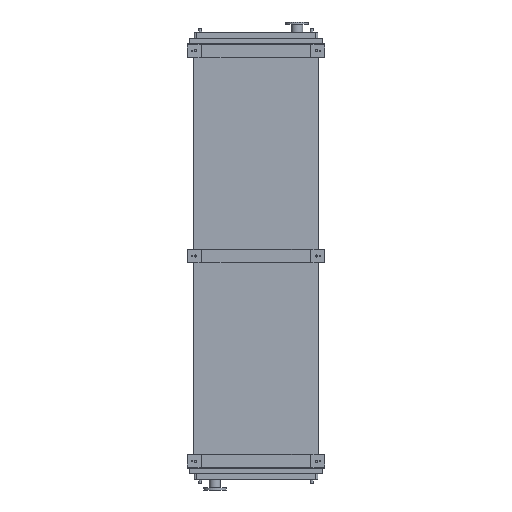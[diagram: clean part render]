
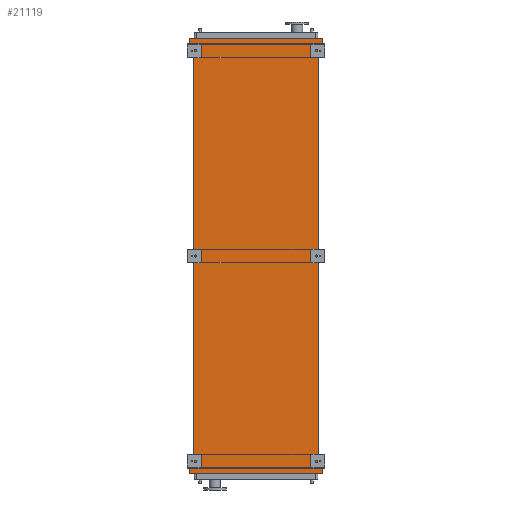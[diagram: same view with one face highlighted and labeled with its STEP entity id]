
A CAD part, front view. The second image highlights one B-rep face of the part: STEP entity #21119.
In plain terms, the highlighted planar face has unit normal (0, -1, 0).
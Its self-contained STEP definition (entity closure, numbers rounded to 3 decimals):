
#67 = LINE ( 'NONE', #16236, #25063 ) ;
#126 = DIRECTION ( 'NONE',  ( 0., 0., 1. ) ) ;
#845 = DIRECTION ( 'NONE',  ( 0., 0., 1. ) ) ;
#1253 = CARTESIAN_POINT ( 'NONE',  ( -651., 0., -4103. ) ) ;
#1480 = EDGE_CURVE ( 'NONE', #24823, #26636, #13335, .T. ) ;
#1512 = PLANE ( 'NONE',  #12015 ) ;
#3008 = EDGE_CURVE ( 'NONE', #5747, #24823, #10467, .T. ) ;
#3021 = ORIENTED_EDGE ( 'NONE', *, *, #20438, .F. ) ;
#4173 = EDGE_CURVE ( 'NONE', #5111, #5747, #11577, .T. ) ;
#4845 = VERTEX_POINT ( 'NONE', #11867 ) ;
#4967 = CARTESIAN_POINT ( 'NONE',  ( -651., 0., 53. ) ) ;
#5111 = VERTEX_POINT ( 'NONE', #22741 ) ;
#5620 = ORIENTED_EDGE ( 'NONE', *, *, #1480, .F. ) ;
#5747 = VERTEX_POINT ( 'NONE', #20644 ) ;
#5917 = VECTOR ( 'NONE', #9545, 1000. ) ;
#5969 = VERTEX_POINT ( 'NONE', #16513 ) ;
#6166 = ORIENTED_EDGE ( 'NONE', *, *, #4173, .F. ) ;
#6248 = CARTESIAN_POINT ( 'NONE',  ( 651., 0., -4145. ) ) ;
#6385 = EDGE_CURVE ( 'NONE', #9325, #31500, #20487, .T. ) ;
#6779 = DIRECTION ( 'NONE',  ( -0.655, 0., -0.755 ) ) ;
#6908 = ORIENTED_EDGE ( 'NONE', *, *, #27059, .F. ) ;
#7814 = DIRECTION ( 'NONE',  ( 0., 0., 1. ) ) ;
#8416 = EDGE_CURVE ( 'NONE', #31500, #17297, #16451, .T. ) ;
#8664 = LINE ( 'NONE', #29241, #14531 ) ;
#8746 = CARTESIAN_POINT ( 'NONE',  ( 605., 0., 0. ) ) ;
#9325 = VERTEX_POINT ( 'NONE', #19173 ) ;
#9545 = DIRECTION ( 'NONE',  ( 0., 0., -1. ) ) ;
#9650 = LINE ( 'NONE', #25259, #22154 ) ;
#9810 = ORIENTED_EDGE ( 'NONE', *, *, #17041, .F. ) ;
#9877 = VERTEX_POINT ( 'NONE', #18369 ) ;
#9953 = CARTESIAN_POINT ( 'NONE',  ( 605., 0., -4050. ) ) ;
#10466 = EDGE_CURVE ( 'NONE', #9877, #5111, #67, .T. ) ;
#10467 = LINE ( 'NONE', #25521, #24539 ) ;
#10563 = DIRECTION ( 'NONE',  ( 1., 0., 0. ) ) ;
#11205 = DIRECTION ( 'NONE',  ( -0.655, 0., 0.755 ) ) ;
#11330 = LINE ( 'NONE', #16168, #30483 ) ;
#11388 = EDGE_LOOP ( 'NONE', ( #19960, #19685, #5620, #22085, #6166, #15734, #6908, #22367, #12038, #9810, #3021, #30831 ) ) ;
#11552 = DIRECTION ( 'NONE',  ( 0., 0., -1. ) ) ;
#11577 = LINE ( 'NONE', #4967, #17455 ) ;
#11867 = CARTESIAN_POINT ( 'NONE',  ( 605., 0., -4050. ) ) ;
#12015 = AXIS2_PLACEMENT_3D ( 'NONE', #23984, #26480, #11552 ) ;
#12038 = ORIENTED_EDGE ( 'NONE', *, *, #6385, .F. ) ;
#12504 = VECTOR ( 'NONE', #24509, 1000. ) ;
#13335 = LINE ( 'NONE', #27021, #5917 ) ;
#13825 = VECTOR ( 'NONE', #23688, 1000. ) ;
#14531 = VECTOR ( 'NONE', #6779, 1000. ) ;
#14703 = CARTESIAN_POINT ( 'NONE',  ( 651., 0., 95. ) ) ;
#14982 = DIRECTION ( 'NONE',  ( 0.655, 0., -0.755 ) ) ;
#15734 = ORIENTED_EDGE ( 'NONE', *, *, #10466, .F. ) ;
#16168 = CARTESIAN_POINT ( 'NONE',  ( 651., 0., -4103. ) ) ;
#16236 = CARTESIAN_POINT ( 'NONE',  ( -605., 0., 0. ) ) ;
#16451 = LINE ( 'NONE', #24621, #28956 ) ;
#16513 = CARTESIAN_POINT ( 'NONE',  ( 651., 0., -4145. ) ) ;
#16745 = LINE ( 'NONE', #9953, #22553 ) ;
#17041 = EDGE_CURVE ( 'NONE', #5969, #9325, #27877, .T. ) ;
#17297 = VERTEX_POINT ( 'NONE', #26956 ) ;
#17455 = VECTOR ( 'NONE', #126, 1000. ) ;
#18334 = CARTESIAN_POINT ( 'NONE',  ( -651., 0., -4145. ) ) ;
#18369 = CARTESIAN_POINT ( 'NONE',  ( -605., 0., 0. ) ) ;
#19173 = CARTESIAN_POINT ( 'NONE',  ( -651., 0., -4145. ) ) ;
#19685 = ORIENTED_EDGE ( 'NONE', *, *, #30943, .F. ) ;
#19727 = DIRECTION ( 'NONE',  ( 0.655, 0., 0.755 ) ) ;
#19900 = FACE_OUTER_BOUND ( 'NONE', #11388, .T. ) ;
#19960 = ORIENTED_EDGE ( 'NONE', *, *, #25389, .T. ) ;
#20379 = CARTESIAN_POINT ( 'NONE',  ( 651., 0., -4103. ) ) ;
#20438 = EDGE_CURVE ( 'NONE', #29561, #5969, #11330, .T. ) ;
#20487 = LINE ( 'NONE', #18334, #25542 ) ;
#20644 = CARTESIAN_POINT ( 'NONE',  ( -651., 0., 95. ) ) ;
#20731 = LINE ( 'NONE', #21995, #12504 ) ;
#21119 = ADVANCED_FACE ( 'NONE', ( #19900 ), #1512, .T. ) ;
#21718 = EDGE_CURVE ( 'NONE', #4845, #29561, #16745, .T. ) ;
#21995 = CARTESIAN_POINT ( 'NONE',  ( 605., 0., -4050. ) ) ;
#22085 = ORIENTED_EDGE ( 'NONE', *, *, #3008, .F. ) ;
#22154 = VECTOR ( 'NONE', #7814, 1000. ) ;
#22367 = ORIENTED_EDGE ( 'NONE', *, *, #8416, .F. ) ;
#22553 = VECTOR ( 'NONE', #14982, 1000. ) ;
#22741 = CARTESIAN_POINT ( 'NONE',  ( -651., 0., 53. ) ) ;
#23688 = DIRECTION ( 'NONE',  ( -1., 0., 0. ) ) ;
#23736 = VERTEX_POINT ( 'NONE', #8746 ) ;
#23984 = CARTESIAN_POINT ( 'NONE',  ( -605., 0., -4050. ) ) ;
#24509 = DIRECTION ( 'NONE',  ( 0., 0., 1. ) ) ;
#24539 = VECTOR ( 'NONE', #10563, 1000. ) ;
#24621 = CARTESIAN_POINT ( 'NONE',  ( -651., 0., -4103. ) ) ;
#24823 = VERTEX_POINT ( 'NONE', #14703 ) ;
#25063 = VECTOR ( 'NONE', #11205, 1000. ) ;
#25259 = CARTESIAN_POINT ( 'NONE',  ( -605., 0., -4050. ) ) ;
#25389 = EDGE_CURVE ( 'NONE', #4845, #23736, #20731, .T. ) ;
#25521 = CARTESIAN_POINT ( 'NONE',  ( -651., 0., 95. ) ) ;
#25542 = VECTOR ( 'NONE', #845, 1000. ) ;
#26480 = DIRECTION ( 'NONE',  ( 0., -1., 0. ) ) ;
#26636 = VERTEX_POINT ( 'NONE', #30238 ) ;
#26956 = CARTESIAN_POINT ( 'NONE',  ( -605., 0., -4050. ) ) ;
#27021 = CARTESIAN_POINT ( 'NONE',  ( 651., 0., 95. ) ) ;
#27059 = EDGE_CURVE ( 'NONE', #17297, #9877, #9650, .T. ) ;
#27877 = LINE ( 'NONE', #6248, #13825 ) ;
#28735 = DIRECTION ( 'NONE',  ( 0., 0., -1. ) ) ;
#28956 = VECTOR ( 'NONE', #19727, 1000. ) ;
#29241 = CARTESIAN_POINT ( 'NONE',  ( 651., 0., 53. ) ) ;
#29561 = VERTEX_POINT ( 'NONE', #20379 ) ;
#30238 = CARTESIAN_POINT ( 'NONE',  ( 651., 0., 53. ) ) ;
#30483 = VECTOR ( 'NONE', #28735, 1000. ) ;
#30831 = ORIENTED_EDGE ( 'NONE', *, *, #21718, .F. ) ;
#30943 = EDGE_CURVE ( 'NONE', #26636, #23736, #8664, .T. ) ;
#31500 = VERTEX_POINT ( 'NONE', #1253 ) ;
